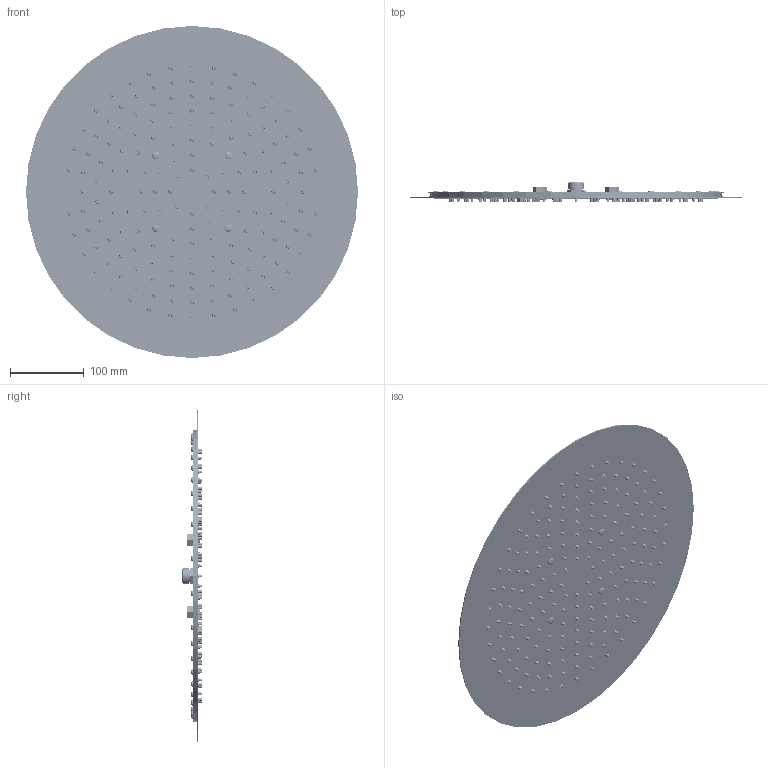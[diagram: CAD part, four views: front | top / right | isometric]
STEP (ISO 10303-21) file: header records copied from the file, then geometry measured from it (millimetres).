
FILE_DESCRIPTION (( 'STEP AP203' ), '1' );
FILE_NAME ('99ZP09550.STEP', '2024-06-19T05:19:11', ( '' ), ( '' ), 'SwSTEP 2.0', 'SolidWorks 2021', '' );
FILE_SCHEMA (( 'CONFIG_CONTROL_DESIGN' ));
Length unit declared in the file: millimetre
Products named in the file (1): 99ZP09550
Bounding box: 450 x 26.5 x 450 mm (x, y, z)
Volume: 1100049.7 mm3; surface area: 411168.3 mm2
Topology: 183 solids, 183 shells, 3208 faces, 5244 edges, 3366 vertices
Faces by surface type: plane 1510, cylinder 1303, cone 362, torus 29, bspline 4
Full cylindrical faces by diameter (mm): 1 x178, 5 x356, 5.5 x1, 6.4 x178, 6.5 x4, 7.5 x203, 8.5 x4, 9 x4, 9.1 x178, 9.4 x178, 9.8 x4, 9.85 x4, 10 x4, 10.8 x1, 17 x1, 20.7 x1, 396 x1, 400 x2, 450 x1
Entity records: 66699 total; most frequent: DIRECTION 12944, CARTESIAN_POINT 10183, ORIENTED_EDGE 7074, EDGE_LOOP 6234, AXIS2_PLACEMENT_3D 6202, FACE_OUTER_BOUND 4540, EDGE_CURVE 3537, VERTEX_POINT 3357
